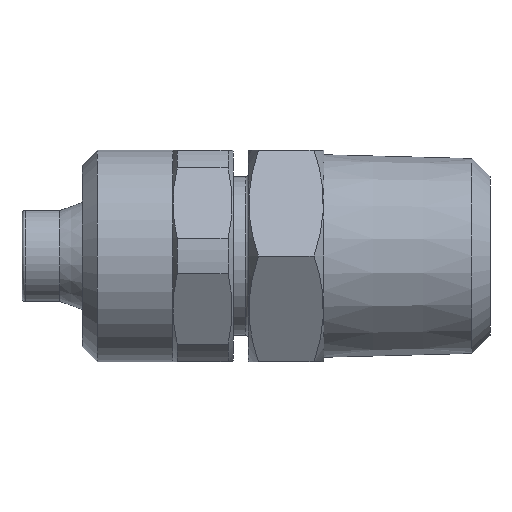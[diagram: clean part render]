
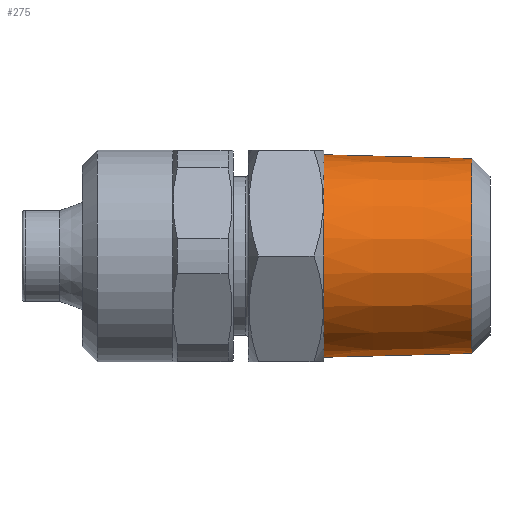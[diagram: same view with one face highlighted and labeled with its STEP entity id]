
A CAD part, left-side view. The second image highlights one B-rep face of the part: STEP entity #275.
In plain terms, the highlighted conical face has half-angle 1.47 degrees and reference radius 6.707 mm.
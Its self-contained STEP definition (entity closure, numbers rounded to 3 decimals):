
#178 = EDGE_CURVE ( 'NONE', #1951, #1939, #822, .T. ) ;
#185 = EDGE_CURVE ( 'NONE', #1970, #1940, #873, .T. ) ;
#227 = EDGE_CURVE ( 'NONE', #1939, #1940, #2144, .T. ) ;
#230 = EDGE_CURVE ( 'NONE', #1951, #1970, #2145, .T. ) ;
#275 = ADVANCED_FACE ( 'NONE', ( #2181 ), #1611, .T. ) ;
#529 = VECTOR ( 'NONE', #1116, 1000. ) ;
#539 = VECTOR ( 'NONE', #1108, 1000. ) ;
#649 = ORIENTED_EDGE ( 'NONE', *, *, #185, .T. ) ;
#650 = ORIENTED_EDGE ( 'NONE', *, *, #227, .F. ) ;
#651 = ORIENTED_EDGE ( 'NONE', *, *, #178, .F. ) ;
#652 = ORIENTED_EDGE ( 'NONE', *, *, #230, .T. ) ;
#687 = EDGE_LOOP ( 'NONE', ( #650, #651, #652, #649 ) ) ;
#822 = CIRCLE ( 'NONE', #901, 6.455 ) ;
#849 = AXIS2_PLACEMENT_3D ( 'NONE', #959, #960, #961 ) ;
#873 = CIRCLE ( 'NONE', #849, 6.707 ) ;
#901 = AXIS2_PLACEMENT_3D ( 'NONE', #940, #941, #942 ) ;
#940 = CARTESIAN_POINT ( 'NONE',  ( 0., 1.2, 0. ) ) ;
#941 = DIRECTION ( 'NONE',  ( 0., -1., 0. ) ) ;
#942 = DIRECTION ( 'NONE',  ( 0., 0., -1. ) ) ;
#959 = CARTESIAN_POINT ( 'NONE',  ( 0., 11., 0. ) ) ;
#960 = DIRECTION ( 'NONE',  ( 0., -1., 0. ) ) ;
#961 = DIRECTION ( 'NONE',  ( 0., 0., -1. ) ) ;
#1107 = CARTESIAN_POINT ( 'NONE',  ( 0., 11., -6.707 ) ) ;
#1108 = DIRECTION ( 'NONE',  ( 0., 1., -0.026 ) ) ;
#1115 = CARTESIAN_POINT ( 'NONE',  ( 0., 11., 6.707 ) ) ;
#1116 = DIRECTION ( 'NONE',  ( 0., 1., 0.026 ) ) ;
#1272 = CARTESIAN_POINT ( 'NONE',  ( 0., 11., 0. ) ) ;
#1273 = DIRECTION ( 'NONE',  ( 0., 1., 0. ) ) ;
#1274 = DIRECTION ( 'NONE',  ( 0., 0., 1. ) ) ;
#1608 = AXIS2_PLACEMENT_3D ( 'NONE', #1272, #1273, #1274 ) ;
#1611 = CONICAL_SURFACE ( 'NONE', #1608, 6.707, 0.026 ) ;
#1794 = CARTESIAN_POINT ( 'NONE',  ( 0., 1.2, -6.455 ) ) ;
#1795 = CARTESIAN_POINT ( 'NONE',  ( 0., 11., -6.707 ) ) ;
#1806 = CARTESIAN_POINT ( 'NONE',  ( 0., 1.2, 6.455 ) ) ;
#1825 = CARTESIAN_POINT ( 'NONE',  ( 0., 11., 6.707 ) ) ;
#1939 = VERTEX_POINT ( 'NONE', #1794 ) ;
#1940 = VERTEX_POINT ( 'NONE', #1795 ) ;
#1951 = VERTEX_POINT ( 'NONE', #1806 ) ;
#1970 = VERTEX_POINT ( 'NONE', #1825 ) ;
#2144 = LINE ( 'NONE', #1107, #539 ) ;
#2145 = LINE ( 'NONE', #1115, #529 ) ;
#2181 = FACE_OUTER_BOUND ( 'NONE', #687, .T. ) ;
